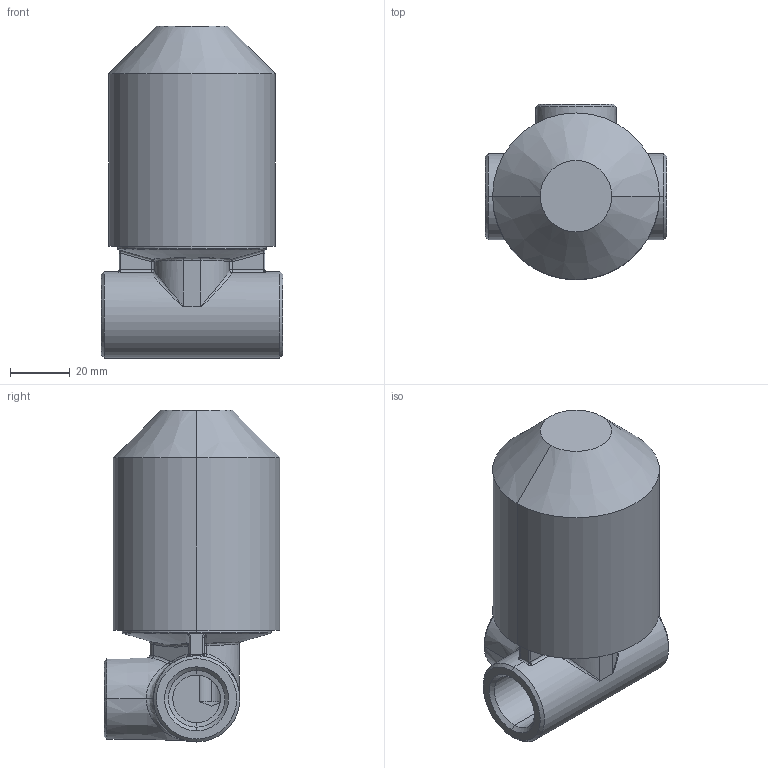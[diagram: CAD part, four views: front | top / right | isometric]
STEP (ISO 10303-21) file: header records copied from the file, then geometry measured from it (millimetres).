
FILE_DESCRIPTION((''),'2;1');
FILE_NAME('INC01040CR','2021-11-04T11:56:42',('ut3'),('PAFFONI SpA'),'CREO PARAMETRIC BY PTC INC, 2020044','CREO PARAMETRIC BY PTC INC, 2020044','');
FILE_SCHEMA(('CONFIG_CONTROL_DESIGN','SHAPE_APPEARANCE_LAYERS_GROUPS'));
Length unit declared in the file: millimetre
Products named in the file (1): INC01040CR
Bounding box: 61 x 59.1 x 111.5 mm (x, y, z)
Volume: 133908.1 mm3; surface area: 75667 mm2
Topology: 2 solids, 2 shells, 909 faces, 2428 edges, 1517 vertices
Faces by surface type: plane 474, cylinder 239, torus 77, cone 67, bspline 38, sphere 14
Entity records: 37164 total; most frequent: CARTESIAN_POINT 8557, ORIENTED_EDGE 4828, DIRECTION 4459, EDGE_CURVE 2414, AXIS2_PLACEMENT_3D 1593, VERTEX_POINT 1517, VECTOR 1273, LINE 1273
